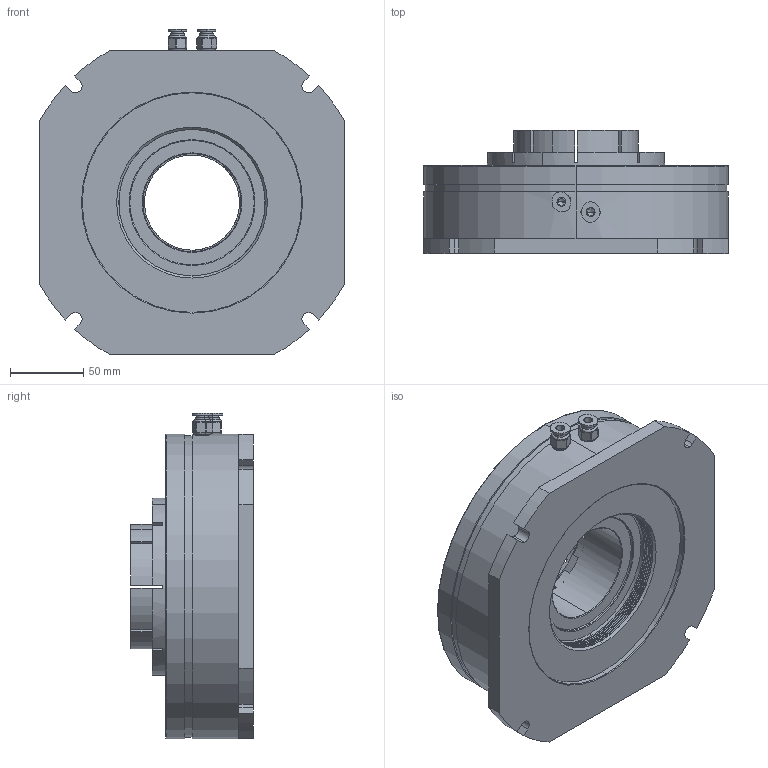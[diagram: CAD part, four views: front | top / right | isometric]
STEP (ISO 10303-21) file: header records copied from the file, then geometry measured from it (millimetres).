
FILE_DESCRIPTION (( 'STEP AP214' ), '1' );
FILE_NAME ('GXD-65+JD-65.STEP', '2023-11-08T06:28:00', ( '' ), ( '' ), 'SwSTEP 2.0', 'SolidWorks 2023', '' );
FILE_SCHEMA (( 'AUTOMOTIVE_DESIGN' ));
Length unit declared in the file: millimetre
Products named in the file (5): GXD-65+JD-65; M10 气嘴; GXD-65 本体; GXD-65; JD-65 内撑
Assembly tree (5 placements, depth 3):
  GXD-65+JD-65
    GXD-65
      GXD-65 本体
      M10 气嘴  x2
    JD-65 内撑
Bounding box: 208 x 84 x 222.5 mm (x, y, z)
Volume: 1761836.3 mm3; surface area: 197567.3 mm2
Topology: 27 solids, 55 shells, 1622 faces, 3895 edges, 2360 vertices
Faces by surface type: plane 695, cylinder 458, cone 232, bspline 129, torus 80, sphere 28
Entity records: 61426 total; most frequent: CARTESIAN_POINT 16750, DIRECTION 7233, ORIENTED_EDGE 6854, EDGE_CURVE 3427, AXIS2_PLACEMENT_3D 2628, VERTEX_POINT 2196, LINE 1977, VECTOR 1977
